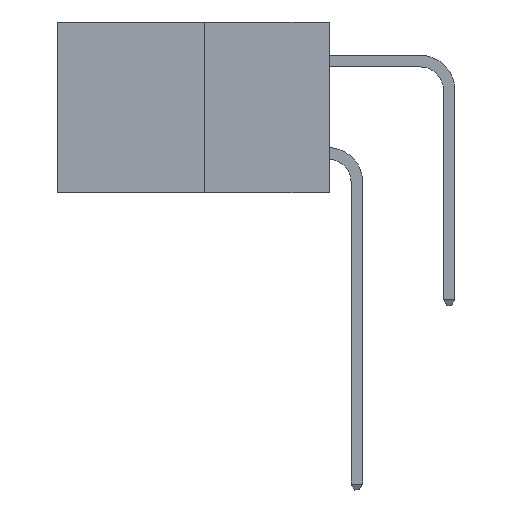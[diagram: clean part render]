
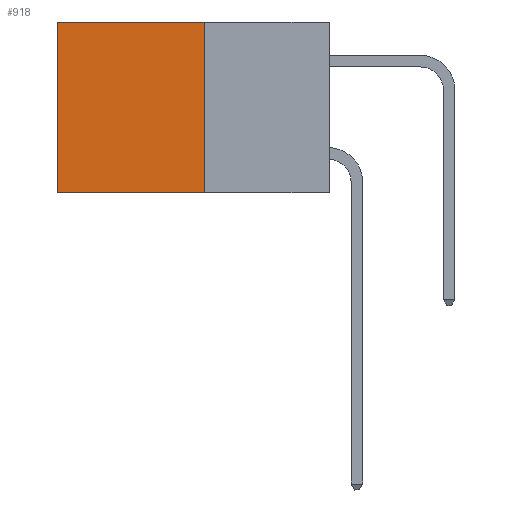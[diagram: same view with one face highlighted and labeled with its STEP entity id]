
A CAD part, left-side view. The second image highlights one B-rep face of the part: STEP entity #918.
In plain terms, the highlighted planar face has unit normal (-1, 0, 0).
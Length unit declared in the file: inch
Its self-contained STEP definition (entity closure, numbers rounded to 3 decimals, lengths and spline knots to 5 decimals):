
#918 = ADVANCED_FACE ( 'NONE', ( #29378 ), #21650, .F. ) ;
#1337 = VERTEX_POINT ( 'NONE', #22757 ) ;
#2453 = CARTESIAN_POINT ( 'NONE',  ( 0.277, 0.27, 0. ) ) ;
#3825 = CARTESIAN_POINT ( 'NONE',  ( 0.277, 0.27, -0.37 ) ) ;
#4868 = DIRECTION ( 'NONE',  ( 0., 0., -1. ) ) ;
#8288 = VERTEX_POINT ( 'NONE', #20632 ) ;
#11383 = ORIENTED_EDGE ( 'NONE', *, *, #13147, .F. ) ;
#13147 = EDGE_CURVE ( 'NONE', #8288, #29377, #14383, .T. ) ;
#13208 = VECTOR ( 'NONE', #29949, 39.37008 ) ;
#14049 = LINE ( 'NONE', #2453, #13208 ) ;
#14383 = LINE ( 'NONE', #3825, #20853 ) ;
#15200 = CARTESIAN_POINT ( 'NONE',  ( 0.277, 0.27, 0. ) ) ;
#15557 = DIRECTION ( 'NONE',  ( 1., 0., 0. ) ) ;
#15920 = DIRECTION ( 'NONE',  ( 0., 0., -1. ) ) ;
#16835 = VERTEX_POINT ( 'NONE', #15200 ) ;
#17573 = DIRECTION ( 'NONE',  ( 0., 1., 0. ) ) ;
#17644 = VECTOR ( 'NONE', #15920, 39.37008 ) ;
#17805 = CARTESIAN_POINT ( 'NONE',  ( 0.277, 0.59, -0.37 ) ) ;
#18508 = LINE ( 'NONE', #29550, #17644 ) ;
#18980 = LINE ( 'NONE', #17805, #31800 ) ;
#20584 = DIRECTION ( 'NONE',  ( 0., 0., -1. ) ) ;
#20632 = CARTESIAN_POINT ( 'NONE',  ( 0.277, 0.27, -0.37 ) ) ;
#20853 = VECTOR ( 'NONE', #17573, 39.37008 ) ;
#21199 = CARTESIAN_POINT ( 'NONE',  ( 0.277, 0.59, -0.37 ) ) ;
#21650 = PLANE ( 'NONE',  #31558 ) ;
#21696 = CARTESIAN_POINT ( 'NONE',  ( 0.277, 0.27, -0.37 ) ) ;
#22757 = CARTESIAN_POINT ( 'NONE',  ( 0.277, 0.59, 0. ) ) ;
#23132 = EDGE_CURVE ( 'NONE', #16835, #8288, #18508, .T. ) ;
#25074 = EDGE_CURVE ( 'NONE', #16835, #1337, #14049, .T. ) ;
#26720 = EDGE_CURVE ( 'NONE', #1337, #29377, #18980, .T. ) ;
#29063 = EDGE_LOOP ( 'NONE', ( #33435, #11383, #30158, #34225 ) ) ;
#29377 = VERTEX_POINT ( 'NONE', #21199 ) ;
#29378 = FACE_OUTER_BOUND ( 'NONE', #29063, .T. ) ;
#29550 = CARTESIAN_POINT ( 'NONE',  ( 0.277, 0.27, -0.37 ) ) ;
#29949 = DIRECTION ( 'NONE',  ( 0., 1., 0. ) ) ;
#30158 = ORIENTED_EDGE ( 'NONE', *, *, #23132, .F. ) ;
#31558 = AXIS2_PLACEMENT_3D ( 'NONE', #21696, #15557, #4868 ) ;
#31800 = VECTOR ( 'NONE', #20584, 39.37008 ) ;
#33435 = ORIENTED_EDGE ( 'NONE', *, *, #26720, .T. ) ;
#34225 = ORIENTED_EDGE ( 'NONE', *, *, #25074, .T. ) ;
